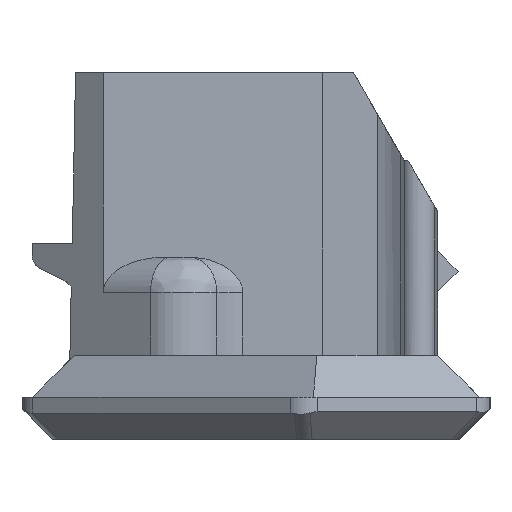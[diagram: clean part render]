
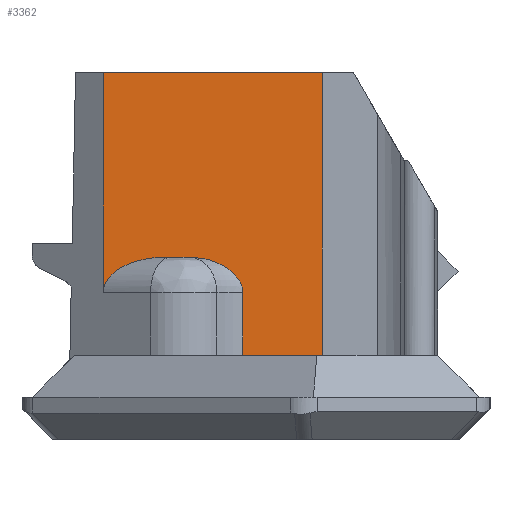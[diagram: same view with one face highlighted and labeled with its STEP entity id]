
A CAD part, left-side view. The second image highlights one B-rep face of the part: STEP entity #3362.
In plain terms, the highlighted planar face has unit normal (-1, 0, 0).
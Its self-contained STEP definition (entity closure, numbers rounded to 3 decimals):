
#187=ELLIPSE('',#3625,1.732,1.);
#201=B_SPLINE_CURVE_WITH_KNOTS('',3,(#5611,#5612,#5613,#5614,#5615,#5616,
#5617,#5618,#5619,#5620),.UNSPECIFIED.,.F.,.F.,(4,2,2,2,4),(0.167,
0.221,0.274,0.317,0.349),
 .UNSPECIFIED.);
#373=FACE_OUTER_BOUND('',#550,.T.);
#550=EDGE_LOOP('',(#3034,#3035,#3036,#3037,#3038,#3039,#3040,#3041));
#557=LINE('',#4606,#923);
#601=LINE('',#4725,#967);
#614=LINE('',#4767,#980);
#882=LINE('',#5607,#1248);
#883=LINE('',#5624,#1249);
#919=LINE('',#5702,#1285);
#923=VECTOR('',#3669,10.);
#967=VECTOR('',#3725,10.);
#980=VECTOR('',#3768,10.);
#1248=VECTOR('',#4474,10.);
#1249=VECTOR('',#4483,10.);
#1285=VECTOR('',#4589,10.);
#1289=VERTEX_POINT('',#4603);
#1290=VERTEX_POINT('',#4605);
#1335=VERTEX_POINT('',#4723);
#1349=VERTEX_POINT('',#4766);
#1595=VERTEX_POINT('',#5604);
#1596=VERTEX_POINT('',#5606);
#1597=VERTEX_POINT('',#5610);
#1598=VERTEX_POINT('',#5623);
#1609=EDGE_CURVE('',#1289,#1290,#557,.T.);
#1658=EDGE_CURVE('',#1289,#1335,#601,.T.);
#1677=EDGE_CURVE('',#1290,#1349,#614,.T.);
#2048=EDGE_CURVE('',#1596,#1595,#882,.F.);
#2050=EDGE_CURVE('',#1596,#1597,#201,.F.);
#2052=EDGE_CURVE('',#1598,#1597,#883,.F.);
#2054=EDGE_CURVE('',#1598,#1335,#187,.F.);
#2095=EDGE_CURVE('',#1349,#1595,#919,.T.);
#3034=ORIENTED_EDGE('',*,*,#1658,.T.);
#3035=ORIENTED_EDGE('',*,*,#2054,.F.);
#3036=ORIENTED_EDGE('',*,*,#2052,.T.);
#3037=ORIENTED_EDGE('',*,*,#2050,.F.);
#3038=ORIENTED_EDGE('',*,*,#2048,.T.);
#3039=ORIENTED_EDGE('',*,*,#2095,.F.);
#3040=ORIENTED_EDGE('',*,*,#1677,.F.);
#3041=ORIENTED_EDGE('',*,*,#1609,.F.);
#3188=PLANE('',#3659);
#3362=ADVANCED_FACE('',(#373),#3188,.T.);
#3625=AXIS2_PLACEMENT_3D('',#5627,#4487,#4488);
#3659=AXIS2_PLACEMENT_3D('',#5703,#4590,#4591);
#3669=DIRECTION('',(0.,-1.,0.));
#3725=DIRECTION('',(0.,0.,-1.));
#3768=DIRECTION('',(0.,0.,-1.));
#4474=DIRECTION('',(0.,0.,1.));
#4483=DIRECTION('',(0.,1.,0.));
#4487=DIRECTION('center_axis',(1.,0.,0.));
#4488=DIRECTION('ref_axis',(0.,1.,0.));
#4589=DIRECTION('',(0.,1.,0.));
#4590=DIRECTION('center_axis',(-1.,0.,
0.));
#4591=DIRECTION('ref_axis',(0.,-1.,0.));
#4603=CARTESIAN_POINT('',(-11.509,4.759,10.487));
#4605=CARTESIAN_POINT('',(-11.509,-1.495,10.487));
#4606=CARTESIAN_POINT('',(-11.509,0.57,10.487));
#4723=CARTESIAN_POINT('',(-11.509,4.759,4.206));
#4725=CARTESIAN_POINT('',(-11.509,4.759,5.712));
#4766=CARTESIAN_POINT('',(-11.509,-1.495,2.406));
#4767=CARTESIAN_POINT('',(-11.509,-1.495,5.928));
#5604=CARTESIAN_POINT('',(-11.509,0.776,2.406));
#5606=CARTESIAN_POINT('',(-11.509,0.776,4.206));
#5607=CARTESIAN_POINT('',(-11.509,0.776,2.006));
#5610=CARTESIAN_POINT('',(-11.509,2.243,5.206));
#5611=CARTESIAN_POINT('Ctrl Pts',(-11.509,2.243,5.206));
#5612=CARTESIAN_POINT('Ctrl Pts',(-11.509,2.06,5.206));
#5613=CARTESIAN_POINT('Ctrl Pts',(-11.509,1.845,5.17));
#5614=CARTESIAN_POINT('Ctrl Pts',(-11.509,1.504,5.058));
#5615=CARTESIAN_POINT('Ctrl Pts',(-11.509,1.314,4.964));
#5616=CARTESIAN_POINT('Ctrl Pts',(-11.509,1.058,4.773));
#5617=CARTESIAN_POINT('Ctrl Pts',(-11.509,0.937,4.651));
#5618=CARTESIAN_POINT('Ctrl Pts',(-11.509,0.813,4.435));
#5619=CARTESIAN_POINT('Ctrl Pts',(-11.509,0.776,4.312));
#5620=CARTESIAN_POINT('Ctrl Pts',(-11.509,0.776,4.206));
#5623=CARTESIAN_POINT('',(-11.509,3.027,5.206));
#5624=CARTESIAN_POINT('',(-11.509,0.445,5.206));
#5627=CARTESIAN_POINT('Origin',(-11.509,3.027,4.206));
#5702=CARTESIAN_POINT('',(-11.509,0.394,2.406));
#5703=CARTESIAN_POINT('Origin',(-11.509,0.491,6.219));
